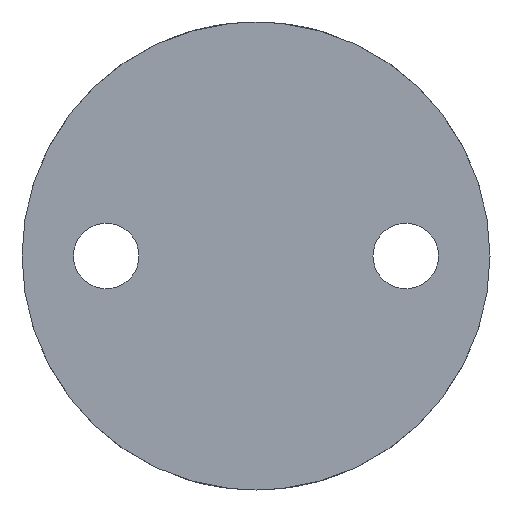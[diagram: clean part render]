
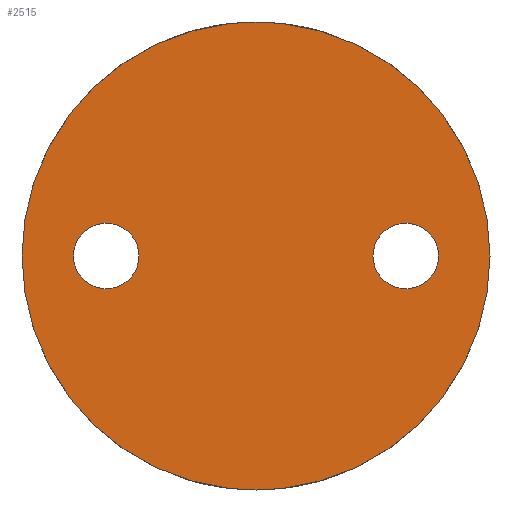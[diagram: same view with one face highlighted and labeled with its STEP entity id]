
A CAD part, front view. The second image highlights one B-rep face of the part: STEP entity #2515.
In plain terms, the highlighted planar face has unit normal (0, -1, 0).
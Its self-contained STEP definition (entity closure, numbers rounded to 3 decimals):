
#45 = DIRECTION ( 'NONE',  ( 1., 0., 0. ) ) ;
#95 = DIRECTION ( 'NONE',  ( 1., 0., 0. ) ) ;
#97 = CARTESIAN_POINT ( 'NONE',  ( 0., 0., -12.5 ) ) ;
#141 = VERTEX_POINT ( 'NONE', #2356 ) ;
#164 = CARTESIAN_POINT ( 'NONE',  ( -6.25, 0., 0. ) ) ;
#196 = VERTEX_POINT ( 'NONE', #3137 ) ;
#239 = CARTESIAN_POINT ( 'NONE',  ( -8., 0., 0. ) ) ;
#252 = CARTESIAN_POINT ( 'NONE',  ( -0.482, 0., 12.499 ) ) ;
#356 = CARTESIAN_POINT ( 'NONE',  ( 0., 0., 0. ) ) ;
#414 = DIRECTION ( 'NONE',  ( 0., -1., 0. ) ) ;
#425 = AXIS2_PLACEMENT_3D ( 'NONE', #1688, #414, #2968 ) ;
#444 = CIRCLE ( 'NONE', #2402, 12.5 ) ;
#461 = CARTESIAN_POINT ( 'NONE',  ( 0.482, 0., -12.499 ) ) ;
#471 = B_SPLINE_CURVE_WITH_KNOTS ( 'NONE', 3,
 ( #1099, #2382, #461, #2623, #2300, #1438 ),
 .UNSPECIFIED., .F., .F.,
 ( 4, 2, 4 ),
 ( 0., 0.989, 1. ),
 .UNSPECIFIED. ) ;
#511 = VERTEX_POINT ( 'NONE', #854 ) ;
#526 = CARTESIAN_POINT ( 'NONE',  ( 0., 0., 12.5 ) ) ;
#545 = CARTESIAN_POINT ( 'NONE',  ( 0.011, 0., 12.5 ) ) ;
#559 = VERTEX_POINT ( 'NONE', #819 ) ;
#564 = AXIS2_PLACEMENT_3D ( 'NONE', #3780, #4018, #594 ) ;
#567 = ORIENTED_EDGE ( 'NONE', *, *, #4053, .F. ) ;
#593 = CARTESIAN_POINT ( 'NONE',  ( -0.482, 0., -12.499 ) ) ;
#594 = DIRECTION ( 'NONE',  ( 1., 0., 0. ) ) ;
#618 = VERTEX_POINT ( 'NONE', #164 ) ;
#656 = DIRECTION ( 'NONE',  ( 1., 0., 0. ) ) ;
#674 = CARTESIAN_POINT ( 'NONE',  ( -1.416, 0., -12.419 ) ) ;
#681 = VERTEX_POINT ( 'NONE', #3471 ) ;
#706 = AXIS2_PLACEMENT_3D ( 'NONE', #2184, #1873, #1830 ) ;
#816 = CARTESIAN_POINT ( 'NONE',  ( 1.416, 0., 12.419 ) ) ;
#819 = CARTESIAN_POINT ( 'NONE',  ( -9.75, 0., 0. ) ) ;
#854 = CARTESIAN_POINT ( 'NONE',  ( -12.5, 0., 0. ) ) ;
#858 = B_SPLINE_CURVE_WITH_KNOTS ( 'NONE', 3,
 ( #1158, #2443, #995, #593, #1940, #674 ),
 .UNSPECIFIED., .F., .F.,
 ( 4, 2, 4 ),
 ( 0., 0.011, 1. ),
 .UNSPECIFIED. ) ;
#895 = DIRECTION ( 'NONE',  ( 0., -1., 0. ) ) ;
#922 = DIRECTION ( 'NONE',  ( 1., 0., 0. ) ) ;
#995 = CARTESIAN_POINT ( 'NONE',  ( -0.011, 0., -12.5 ) ) ;
#1003 = EDGE_CURVE ( 'NONE', #2985, #1334, #858, .T. ) ;
#1065 = CARTESIAN_POINT ( 'NONE',  ( 1.416, 0., 12.419 ) ) ;
#1083 = EDGE_CURVE ( 'NONE', #3863, #3135, #444, .T. ) ;
#1099 = CARTESIAN_POINT ( 'NONE',  ( 1.416, 0., -12.419 ) ) ;
#1158 = CARTESIAN_POINT ( 'NONE',  ( 0., 0., -12.5 ) ) ;
#1159 = CARTESIAN_POINT ( 'NONE',  ( -1.416, 0., 12.419 ) ) ;
#1228 = DIRECTION ( 'NONE',  ( 0., 1., 0. ) ) ;
#1265 = EDGE_CURVE ( 'NONE', #1334, #511, #3601, .T. ) ;
#1334 = VERTEX_POINT ( 'NONE', #3974 ) ;
#1343 = EDGE_CURVE ( 'NONE', #681, #2985, #471, .T. ) ;
#1370 = CARTESIAN_POINT ( 'NONE',  ( 0., 0., 0. ) ) ;
#1407 = ORIENTED_EDGE ( 'NONE', *, *, #1003, .F. ) ;
#1438 = CARTESIAN_POINT ( 'NONE',  ( 0., 0., -12.5 ) ) ;
#1539 = EDGE_CURVE ( 'NONE', #2649, #196, #2446, .T. ) ;
#1558 = ORIENTED_EDGE ( 'NONE', *, *, #2004, .F. ) ;
#1688 = CARTESIAN_POINT ( 'NONE',  ( 8., 0., 0. ) ) ;
#1716 = EDGE_CURVE ( 'NONE', #618, #559, #3853, .T. ) ;
#1787 = AXIS2_PLACEMENT_3D ( 'NONE', #3283, #2934, #95 ) ;
#1793 = CARTESIAN_POINT ( 'NONE',  ( 0.951, 0., 12.473 ) ) ;
#1830 = DIRECTION ( 'NONE',  ( 1., 0., 0. ) ) ;
#1847 = CIRCLE ( 'NONE', #3181, 12.5 ) ;
#1873 = DIRECTION ( 'NONE',  ( 0., 1., 0. ) ) ;
#1940 = CARTESIAN_POINT ( 'NONE',  ( -0.951, 0., -12.473 ) ) ;
#1986 = B_SPLINE_CURVE_WITH_KNOTS ( 'NONE', 3,
 ( #1159, #3400, #252, #2097, #4039, #3080 ),
 .UNSPECIFIED., .F., .F.,
 ( 4, 2, 4 ),
 ( 0., 0.989, 1. ),
 .UNSPECIFIED. ) ;
#1995 = PLANE ( 'NONE',  #2525 ) ;
#2004 = EDGE_CURVE ( 'NONE', #141, #2293, #1986, .T. ) ;
#2044 = AXIS2_PLACEMENT_3D ( 'NONE', #239, #895, #922 ) ;
#2057 = EDGE_CURVE ( 'NONE', #2293, #3863, #2481, .T. ) ;
#2074 = EDGE_CURVE ( 'NONE', #559, #618, #2663, .T. ) ;
#2097 = CARTESIAN_POINT ( 'NONE',  ( -0.011, 0., 12.5 ) ) ;
#2180 = ORIENTED_EDGE ( 'NONE', *, *, #1083, .F. ) ;
#2184 = CARTESIAN_POINT ( 'NONE',  ( 0., 0., 0. ) ) ;
#2231 = ORIENTED_EDGE ( 'NONE', *, *, #2695, .F. ) ;
#2293 = VERTEX_POINT ( 'NONE', #3049 ) ;
#2300 = CARTESIAN_POINT ( 'NONE',  ( 0.005, 0., -12.5 ) ) ;
#2348 = DIRECTION ( 'NONE',  ( 1., 0., 0. ) ) ;
#2356 = CARTESIAN_POINT ( 'NONE',  ( -1.416, 0., 12.419 ) ) ;
#2382 = CARTESIAN_POINT ( 'NONE',  ( 0.951, 0., -12.473 ) ) ;
#2402 = AXIS2_PLACEMENT_3D ( 'NONE', #356, #1228, #656 ) ;
#2443 = CARTESIAN_POINT ( 'NONE',  ( -0.005, 0., -12.5 ) ) ;
#2444 = CARTESIAN_POINT ( 'NONE',  ( 0.482, 0., 12.499 ) ) ;
#2446 = CIRCLE ( 'NONE', #425, 1.75 ) ;
#2478 = EDGE_LOOP ( 'NONE', ( #3605, #1558, #567, #4152, #1407, #2885, #3369, #2180 ) ) ;
#2481 = B_SPLINE_CURVE_WITH_KNOTS ( 'NONE', 3,
 ( #526, #2507, #545, #2444, #1793, #816 ),
 .UNSPECIFIED., .F., .F.,
 ( 4, 2, 4 ),
 ( 0., 0.011, 1. ),
 .UNSPECIFIED. ) ;
#2484 = ORIENTED_EDGE ( 'NONE', *, *, #1539, .F. ) ;
#2507 = CARTESIAN_POINT ( 'NONE',  ( 0.005, 0., 12.5 ) ) ;
#2515 = ADVANCED_FACE ( 'NONE', ( #2651, #3222, #3562 ), #1995, .F. ) ;
#2525 = AXIS2_PLACEMENT_3D ( 'NONE', #1370, #2943, #45 ) ;
#2623 = CARTESIAN_POINT ( 'NONE',  ( 0.011, 0., -12.5 ) ) ;
#2635 = ORIENTED_EDGE ( 'NONE', *, *, #2074, .F. ) ;
#2649 = VERTEX_POINT ( 'NONE', #3624 ) ;
#2651 = FACE_BOUND ( 'NONE', #4132, .T. ) ;
#2663 = CIRCLE ( 'NONE', #564, 1.75 ) ;
#2695 = EDGE_CURVE ( 'NONE', #196, #2649, #3184, .T. ) ;
#2736 = CARTESIAN_POINT ( 'NONE',  ( 0., 0., 0. ) ) ;
#2787 = CIRCLE ( 'NONE', #706, 12.5 ) ;
#2885 = ORIENTED_EDGE ( 'NONE', *, *, #1343, .F. ) ;
#2915 = EDGE_LOOP ( 'NONE', ( #2946, #2635 ) ) ;
#2934 = DIRECTION ( 'NONE',  ( 0., 1., 0. ) ) ;
#2943 = DIRECTION ( 'NONE',  ( 0., 1., 0. ) ) ;
#2946 = ORIENTED_EDGE ( 'NONE', *, *, #1716, .F. ) ;
#2968 = DIRECTION ( 'NONE',  ( 1., 0., 0. ) ) ;
#2985 = VERTEX_POINT ( 'NONE', #97 ) ;
#3049 = CARTESIAN_POINT ( 'NONE',  ( 0., 0., 12.5 ) ) ;
#3080 = CARTESIAN_POINT ( 'NONE',  ( 0., 0., 12.5 ) ) ;
#3135 = VERTEX_POINT ( 'NONE', #3757 ) ;
#3137 = CARTESIAN_POINT ( 'NONE',  ( 6.25, 0., 0. ) ) ;
#3181 = AXIS2_PLACEMENT_3D ( 'NONE', #2736, #4016, #2348 ) ;
#3184 = CIRCLE ( 'NONE', #3257, 1.75 ) ;
#3222 = FACE_BOUND ( 'NONE', #2915, .T. ) ;
#3257 = AXIS2_PLACEMENT_3D ( 'NONE', #3981, #3965, #3677 ) ;
#3283 = CARTESIAN_POINT ( 'NONE',  ( 0., 0., 0. ) ) ;
#3369 = ORIENTED_EDGE ( 'NONE', *, *, #3998, .F. ) ;
#3400 = CARTESIAN_POINT ( 'NONE',  ( -0.951, 0., 12.473 ) ) ;
#3471 = CARTESIAN_POINT ( 'NONE',  ( 1.416, 0., -12.419 ) ) ;
#3562 = FACE_OUTER_BOUND ( 'NONE', #2478, .T. ) ;
#3601 = CIRCLE ( 'NONE', #1787, 12.5 ) ;
#3605 = ORIENTED_EDGE ( 'NONE', *, *, #2057, .F. ) ;
#3624 = CARTESIAN_POINT ( 'NONE',  ( 9.75, 0., 0. ) ) ;
#3677 = DIRECTION ( 'NONE',  ( 1., 0., 0. ) ) ;
#3757 = CARTESIAN_POINT ( 'NONE',  ( 12.5, 0., 0. ) ) ;
#3780 = CARTESIAN_POINT ( 'NONE',  ( -8., 0., 0. ) ) ;
#3853 = CIRCLE ( 'NONE', #2044, 1.75 ) ;
#3863 = VERTEX_POINT ( 'NONE', #1065 ) ;
#3965 = DIRECTION ( 'NONE',  ( 0., -1., 0. ) ) ;
#3974 = CARTESIAN_POINT ( 'NONE',  ( -1.416, 0., -12.419 ) ) ;
#3981 = CARTESIAN_POINT ( 'NONE',  ( 8., 0., 0. ) ) ;
#3998 = EDGE_CURVE ( 'NONE', #3135, #681, #1847, .T. ) ;
#4016 = DIRECTION ( 'NONE',  ( 0., 1., 0. ) ) ;
#4018 = DIRECTION ( 'NONE',  ( 0., -1., 0. ) ) ;
#4039 = CARTESIAN_POINT ( 'NONE',  ( -0.005, 0., 12.5 ) ) ;
#4053 = EDGE_CURVE ( 'NONE', #511, #141, #2787, .T. ) ;
#4132 = EDGE_LOOP ( 'NONE', ( #2484, #2231 ) ) ;
#4152 = ORIENTED_EDGE ( 'NONE', *, *, #1265, .F. ) ;
